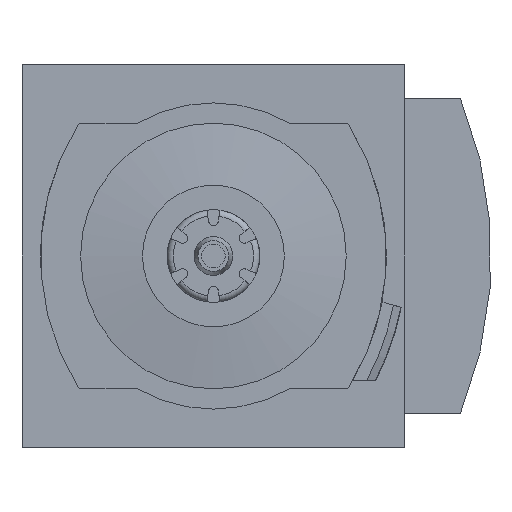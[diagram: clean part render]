
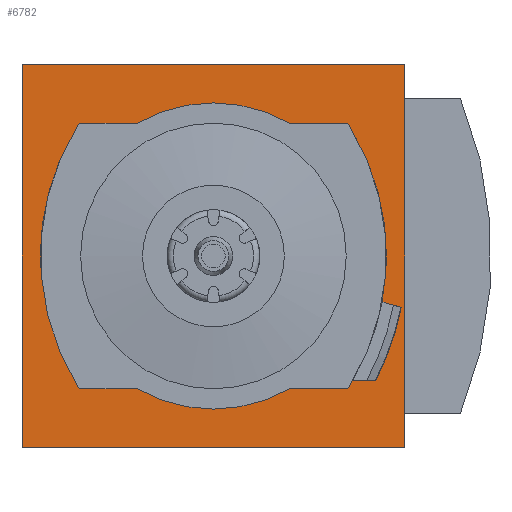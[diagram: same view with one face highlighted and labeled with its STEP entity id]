
A CAD part, front view. The second image highlights one B-rep face of the part: STEP entity #6782.
In plain terms, the highlighted planar face has unit normal (0, -1, 0).
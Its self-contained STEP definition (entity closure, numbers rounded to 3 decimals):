
#118=PLANE('',#7111);
#473=LINE('',#9487,#1009);
#474=LINE('',#9490,#1010);
#475=LINE('',#9492,#1011);
#476=LINE('',#9494,#1012);
#477=LINE('',#9495,#1013);
#478=LINE('',#9499,#1014);
#479=LINE('',#9502,#1015);
#480=LINE('',#9506,#1016);
#481=LINE('',#9511,#1017);
#482=LINE('',#9515,#1018);
#1009=VECTOR('',#7878,1000.);
#1010=VECTOR('',#7879,1000.);
#1011=VECTOR('',#7880,1000.);
#1012=VECTOR('',#7881,1000.);
#1013=VECTOR('',#7882,1000.);
#1014=VECTOR('',#7885,1000.);
#1015=VECTOR('',#7888,1000.);
#1016=VECTOR('',#7891,1000.);
#1017=VECTOR('',#7896,1000.);
#1018=VECTOR('',#7899,1000.);
#1370=CIRCLE('',#7103,40.);
#1372=CIRCLE('',#7105,40.);
#1376=CIRCLE('',#7110,40.);
#1377=CIRCLE('',#7112,41.2);
#1378=CIRCLE('',#7113,0.5);
#1379=CIRCLE('',#7114,24.8);
#1380=CIRCLE('',#7115,0.5);
#1381=CIRCLE('',#7116,0.5);
#1382=CIRCLE('',#7117,24.8);
#1383=CIRCLE('',#7118,0.5);
#1867=ORIENTED_EDGE('',*,*,#3263,.F.);
#1868=ORIENTED_EDGE('',*,*,#3264,.F.);
#1869=ORIENTED_EDGE('',*,*,#3265,.T.);
#1870=ORIENTED_EDGE('',*,*,#3266,.T.);
#1871=ORIENTED_EDGE('',*,*,#3252,.T.);
#1872=ORIENTED_EDGE('',*,*,#3267,.F.);
#1873=ORIENTED_EDGE('',*,*,#3268,.F.);
#1874=ORIENTED_EDGE('',*,*,#3269,.F.);
#1875=ORIENTED_EDGE('',*,*,#3248,.T.);
#1876=ORIENTED_EDGE('',*,*,#3270,.T.);
#1877=ORIENTED_EDGE('',*,*,#3271,.T.);
#1878=ORIENTED_EDGE('',*,*,#3272,.T.);
#1879=ORIENTED_EDGE('',*,*,#3273,.T.);
#1880=ORIENTED_EDGE('',*,*,#3274,.T.);
#1881=ORIENTED_EDGE('',*,*,#3260,.T.);
#1882=ORIENTED_EDGE('',*,*,#3275,.T.);
#1883=ORIENTED_EDGE('',*,*,#3276,.T.);
#1884=ORIENTED_EDGE('',*,*,#3277,.T.);
#1885=ORIENTED_EDGE('',*,*,#3278,.T.);
#1886=ORIENTED_EDGE('',*,*,#3279,.T.);
#3248=EDGE_CURVE('',#3947,#3946,#1370,.T.);
#3252=EDGE_CURVE('',#3943,#3950,#1372,.T.);
#3260=EDGE_CURVE('',#3955,#3958,#1376,.T.);
#3263=EDGE_CURVE('',#3959,#3960,#473,.T.);
#3264=EDGE_CURVE('',#3961,#3959,#474,.T.);
#3265=EDGE_CURVE('',#3961,#3962,#475,.T.);
#3266=EDGE_CURVE('',#3962,#3960,#476,.T.);
#3267=EDGE_CURVE('',#3963,#3950,#477,.T.);
#3268=EDGE_CURVE('',#3964,#3963,#1377,.F.);
#3269=EDGE_CURVE('',#3947,#3964,#478,.T.);
#3270=EDGE_CURVE('',#3946,#3965,#1378,.T.);
#3271=EDGE_CURVE('',#3965,#3966,#479,.T.);
#3272=EDGE_CURVE('',#3966,#3967,#1379,.T.);
#3273=EDGE_CURVE('',#3967,#3968,#480,.T.);
#3274=EDGE_CURVE('',#3968,#3955,#1380,.T.);
#3275=EDGE_CURVE('',#3958,#3969,#1381,.T.);
#3276=EDGE_CURVE('',#3969,#3970,#481,.T.);
#3277=EDGE_CURVE('',#3970,#3971,#1382,.T.);
#3278=EDGE_CURVE('',#3971,#3972,#482,.T.);
#3279=EDGE_CURVE('',#3972,#3943,#1383,.T.);
#3943=VERTEX_POINT('',#9452);
#3946=VERTEX_POINT('',#9457);
#3947=VERTEX_POINT('',#9459);
#3950=VERTEX_POINT('',#9465);
#3955=VERTEX_POINT('',#9477);
#3958=VERTEX_POINT('',#9482);
#3959=VERTEX_POINT('',#9488);
#3960=VERTEX_POINT('',#9489);
#3961=VERTEX_POINT('',#9491);
#3962=VERTEX_POINT('',#9493);
#3963=VERTEX_POINT('',#9496);
#3964=VERTEX_POINT('',#9498);
#3965=VERTEX_POINT('',#9501);
#3966=VERTEX_POINT('',#9503);
#3967=VERTEX_POINT('',#9505);
#3968=VERTEX_POINT('',#9507);
#3969=VERTEX_POINT('',#9510);
#3970=VERTEX_POINT('',#9512);
#3971=VERTEX_POINT('',#9514);
#3972=VERTEX_POINT('',#9516);
#4390=EDGE_LOOP('',(#1867,#1868,#1869,#1870));
#4391=EDGE_LOOP('',(#1871,#1872,#1873,#1874,#1875,#1876,#1877,#1878,#1879,
#1880,#1881,#1882,#1883,#1884,#1885,#1886));
#4711=FACE_BOUND('',#4390,.T.);
#4712=FACE_BOUND('',#4391,.T.);
#6782=ADVANCED_FACE('',(#4711,#4712),#118,.F.);
#7103=AXIS2_PLACEMENT_3D('',#9458,#7852,#7853);
#7105=AXIS2_PLACEMENT_3D('',#9466,#7858,#7859);
#7110=AXIS2_PLACEMENT_3D('',#9483,#7872,#7873);
#7111=AXIS2_PLACEMENT_3D('',#9486,#7876,#7877);
#7112=AXIS2_PLACEMENT_3D('',#9497,#7883,#7884);
#7113=AXIS2_PLACEMENT_3D('',#9500,#7886,#7887);
#7114=AXIS2_PLACEMENT_3D('',#9504,#7889,#7890);
#7115=AXIS2_PLACEMENT_3D('',#9508,#7892,#7893);
#7116=AXIS2_PLACEMENT_3D('',#9509,#7894,#7895);
#7117=AXIS2_PLACEMENT_3D('',#9513,#7897,#7898);
#7118=AXIS2_PLACEMENT_3D('',#9517,#7900,#7901);
#7852=DIRECTION('',(0.,1.,0.));
#7853=DIRECTION('',(1.,0.,0.));
#7858=DIRECTION('',(0.,1.,0.));
#7859=DIRECTION('',(1.,0.,0.));
#7872=DIRECTION('',(0.,1.,0.));
#7873=DIRECTION('',(1.,0.,0.));
#7876=DIRECTION('',(0.,1.,0.));
#7877=DIRECTION('',(0.,0.,1.));
#7878=DIRECTION('',(-1.,0.,0.));
#7879=DIRECTION('',(0.,0.,-1.));
#7880=DIRECTION('',(-1.,0.,0.));
#7881=DIRECTION('',(0.,0.,-1.));
#7882=DIRECTION('',(-0.966,0.,0.259));
#7883=DIRECTION('',(0.,1.,0.));
#7884=DIRECTION('',(0.,0.,1.));
#7885=DIRECTION('',(1.,0.,0.));
#7886=DIRECTION('',(0.,1.,0.));
#7887=DIRECTION('',(1.,0.,0.));
#7888=DIRECTION('',(-1.,0.,0.));
#7889=DIRECTION('',(0.,1.,0.));
#7890=DIRECTION('',(1.,0.,0.));
#7891=DIRECTION('',(-1.,0.,0.));
#7892=DIRECTION('',(0.,1.,0.));
#7893=DIRECTION('',(1.,0.,0.));
#7894=DIRECTION('',(0.,1.,0.));
#7895=DIRECTION('',(1.,0.,0.));
#7896=DIRECTION('',(1.,0.,0.));
#7897=DIRECTION('',(0.,1.,0.));
#7898=DIRECTION('',(1.,0.,0.));
#7899=DIRECTION('',(1.,0.,0.));
#7900=DIRECTION('',(0.,1.,0.));
#7901=DIRECTION('',(1.,0.,0.));
#9452=CARTESIAN_POINT('',(21.879,-45.,21.266));
#9457=CARTESIAN_POINT('',(21.879,-45.,-21.266));
#9458=CARTESIAN_POINT('',(-12.,-45.,0.));
#9459=CARTESIAN_POINT('',(22.554,-45.,-20.15));
#9465=CARTESIAN_POINT('',(27.298,-45.,-7.463));
#9466=CARTESIAN_POINT('',(-12.,-45.,0.));
#9477=CARTESIAN_POINT('',(-21.879,-45.,-21.266));
#9482=CARTESIAN_POINT('',(-21.879,-45.,21.266));
#9483=CARTESIAN_POINT('',(12.,-45.,0.));
#9486=CARTESIAN_POINT('',(0.,-45.,0.));
#9487=CARTESIAN_POINT('',(0.,-45.,-31.));
#9488=CARTESIAN_POINT('',(31.,-45.,-31.));
#9489=CARTESIAN_POINT('',(-31.,-45.,-31.));
#9490=CARTESIAN_POINT('',(31.,-45.,31.));
#9491=CARTESIAN_POINT('',(31.,-45.,31.));
#9492=CARTESIAN_POINT('',(0.,-45.,31.));
#9493=CARTESIAN_POINT('',(-31.,-45.,31.));
#9494=CARTESIAN_POINT('',(-31.,-45.,-25.5));
#9495=CARTESIAN_POINT('',(30.42,-45.,-8.3));
#9496=CARTESIAN_POINT('',(28.487,-45.,-7.782));
#9497=CARTESIAN_POINT('',(-12.,-45.,-0.15));
#9498=CARTESIAN_POINT('',(24.02,-45.,-20.15));
#9499=CARTESIAN_POINT('',(0.,-45.,-20.15));
#9500=CARTESIAN_POINT('',(21.455,-45.,-21.));
#9501=CARTESIAN_POINT('',(21.455,-45.,-21.5));
#9502=CARTESIAN_POINT('',(21.455,-45.,-21.5));
#9503=CARTESIAN_POINT('',(12.361,-45.,-21.5));
#9504=CARTESIAN_POINT('',(0.,-45.,0.));
#9505=CARTESIAN_POINT('',(-12.361,-45.,-21.5));
#9506=CARTESIAN_POINT('',(-12.361,-45.,-21.5));
#9507=CARTESIAN_POINT('',(-21.455,-45.,-21.5));
#9508=CARTESIAN_POINT('',(-21.455,-45.,-21.));
#9509=CARTESIAN_POINT('',(-21.455,-45.,21.));
#9510=CARTESIAN_POINT('',(-21.455,-45.,21.5));
#9511=CARTESIAN_POINT('',(-21.455,-45.,21.5));
#9512=CARTESIAN_POINT('',(-12.361,-45.,21.5));
#9513=CARTESIAN_POINT('',(0.,-45.,0.));
#9514=CARTESIAN_POINT('',(12.361,-45.,21.5));
#9515=CARTESIAN_POINT('',(12.361,-45.,21.5));
#9516=CARTESIAN_POINT('',(21.455,-45.,21.5));
#9517=CARTESIAN_POINT('',(21.455,-45.,21.));
